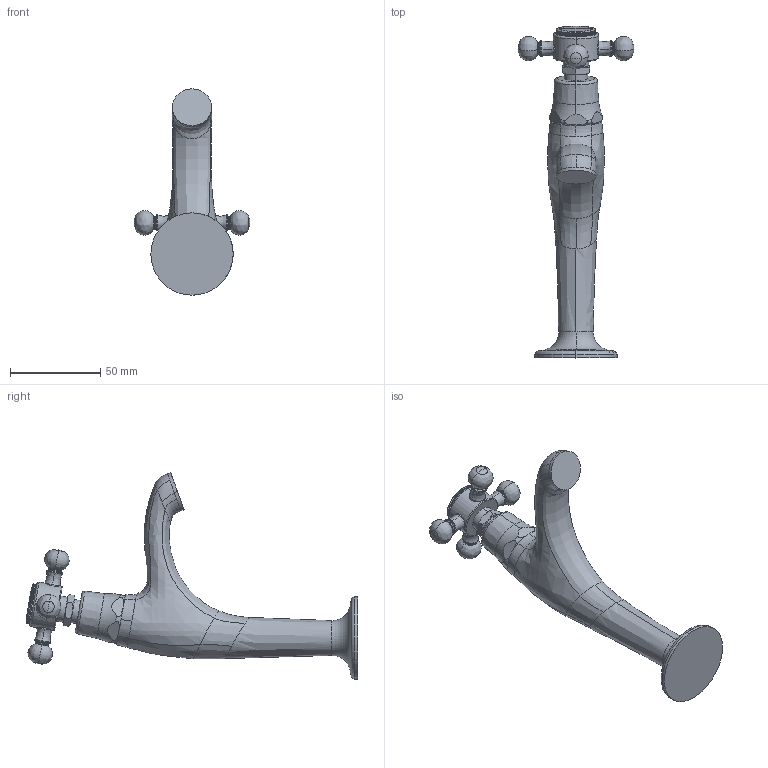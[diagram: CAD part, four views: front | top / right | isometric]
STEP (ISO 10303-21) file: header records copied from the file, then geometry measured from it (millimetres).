
FILE_DESCRIPTION((''),'2;1');
FILE_NAME('FBLV095CR','2021-11-11T08:57:13',('ut3'),('PAFFONI SpA'),'CREO PARAMETRIC BY PTC INC, 2020044','CREO PARAMETRIC BY PTC INC, 2020044','');
FILE_SCHEMA(('CONFIG_CONTROL_DESIGN','SHAPE_APPEARANCE_LAYERS_GROUPS'));
Length unit declared in the file: millimetre
Products named in the file (1): FBLV095CR
Bounding box: 64.07 x 183.56 x 114.12 mm (x, y, z)
Volume: 122788 mm3; surface area: 25080.3 mm2
Topology: 1 solids, 1 shells, 470 faces, 1273 edges, 808 vertices
Faces by surface type: plane 225, cylinder 136, torus 48, bspline 35, cone 16, sphere 10
Entity records: 24529 total; most frequent: CARTESIAN_POINT 9331, ORIENTED_EDGE 2526, DIRECTION 2212, EDGE_CURVE 1263, AXIS2_PLACEMENT_3D 836, VERTEX_POINT 808, FILL_AREA_STYLE_COLOUR 569, FILL_AREA_STYLE 569
